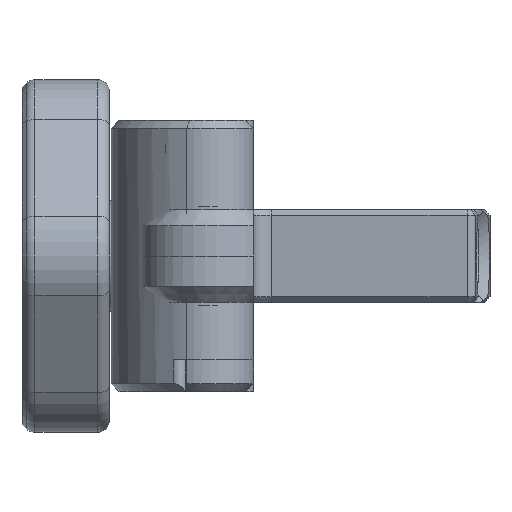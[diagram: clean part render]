
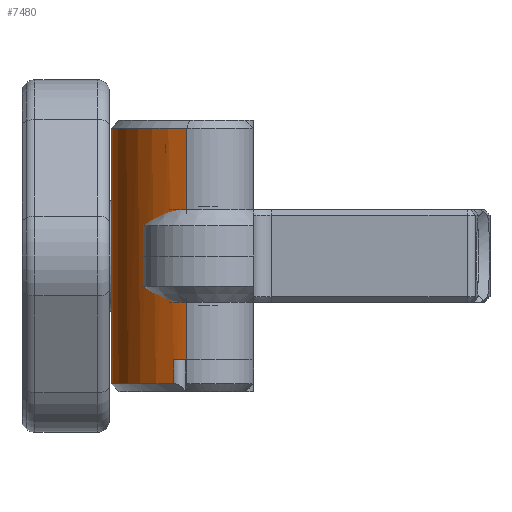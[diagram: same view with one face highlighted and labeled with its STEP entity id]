
A CAD part, left-side view. The second image highlights one B-rep face of the part: STEP entity #7480.
In plain terms, the highlighted cylindrical face has radius 15.825 mm (diameter 31.649 mm), a partial arc.
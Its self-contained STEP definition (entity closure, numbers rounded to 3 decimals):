
#883=FACE_OUTER_BOUND('',#1357,.T.);
#1357=EDGE_LOOP('',(#6571,#6572,#6573,#6574,#6575,#6576));
#1891=LINE('',#12642,#2493);
#1929=LINE('',#12773,#2531);
#1955=LINE('',#12850,#2557);
#2493=VECTOR('',#9830,10.);
#2531=VECTOR('',#9924,10.);
#2557=VECTOR('',#10010,10.);
#2910=CIRCLE('',#8125,15.825);
#2934=CIRCLE('',#8187,15.825);
#2938=CIRCLE('',#8200,15.825);
#3492=VERTEX_POINT('',#12639);
#3493=VERTEX_POINT('',#12641);
#3512=VERTEX_POINT('',#12697);
#3534=VERTEX_POINT('',#12772);
#3553=VERTEX_POINT('',#12844);
#3555=VERTEX_POINT('',#12848);
#4448=EDGE_CURVE('',#3492,#3493,#1891,.T.);
#4471=EDGE_CURVE('',#3493,#3512,#2910,.T.);
#4504=EDGE_CURVE('',#3512,#3534,#1929,.T.);
#4543=EDGE_CURVE('',#3555,#3553,#1955,.T.);
#4554=EDGE_CURVE('',#3553,#3492,#2934,.T.);
#4570=EDGE_CURVE('',#3534,#3555,#2938,.T.);
#6571=ORIENTED_EDGE('',*,*,#4554,.F.);
#6572=ORIENTED_EDGE('',*,*,#4543,.F.);
#6573=ORIENTED_EDGE('',*,*,#4570,.F.);
#6574=ORIENTED_EDGE('',*,*,#4504,.F.);
#6575=ORIENTED_EDGE('',*,*,#4471,.F.);
#6576=ORIENTED_EDGE('',*,*,#4448,.F.);
#7123=CYLINDRICAL_SURFACE('',#8218,15.825);
#7480=ADVANCED_FACE('',(#883),#7123,.T.);
#8125=AXIS2_PLACEMENT_3D('',#12698,#9862,#9863);
#8187=AXIS2_PLACEMENT_3D('',#12872,#10037,#10038);
#8200=AXIS2_PLACEMENT_3D('',#12899,#10075,#10076);
#8218=AXIS2_PLACEMENT_3D('',#12929,#10119,#10120);
#9830=DIRECTION('',(0.,0.,-1.));
#9862=DIRECTION('center_axis',(0.,0.,
-1.));
#9863=DIRECTION('ref_axis',(-1.,0.,0.));
#9924=DIRECTION('',(0.,0.,1.));
#10010=DIRECTION('',(0.,0.,-1.));
#10037=DIRECTION('center_axis',(0.,0.,
-1.));
#10038=DIRECTION('ref_axis',(-1.,0.,0.));
#10075=DIRECTION('center_axis',(0.,0.,
1.));
#10076=DIRECTION('ref_axis',(-1.,0.,0.));
#10119=DIRECTION('center_axis',(0.,0.,-1.));
#10120=DIRECTION('ref_axis',(-1.,0.,0.));
#12639=CARTESIAN_POINT('',(-108.588,18.752,-13.));
#12641=CARTESIAN_POINT('',(-108.588,18.752,-16.));
#12642=CARTESIAN_POINT('',(-108.588,18.752,17.));
#12697=CARTESIAN_POINT('',(-94.899,26.636,-16.));
#12698=CARTESIAN_POINT('Origin',(-94.899,10.812,-16.));
#12772=CARTESIAN_POINT('',(-94.899,26.636,16.));
#12773=CARTESIAN_POINT('',(-94.899,26.636,17.));
#12844=CARTESIAN_POINT('',(-109.397,17.155,-13.));
#12848=CARTESIAN_POINT('',(-109.397,17.155,16.));
#12850=CARTESIAN_POINT('',(-109.397,17.155,17.));
#12872=CARTESIAN_POINT('Origin',(-94.899,10.812,-13.));
#12899=CARTESIAN_POINT('Origin',(-94.899,10.812,16.));
#12929=CARTESIAN_POINT('Origin',(-94.899,10.812,17.));
